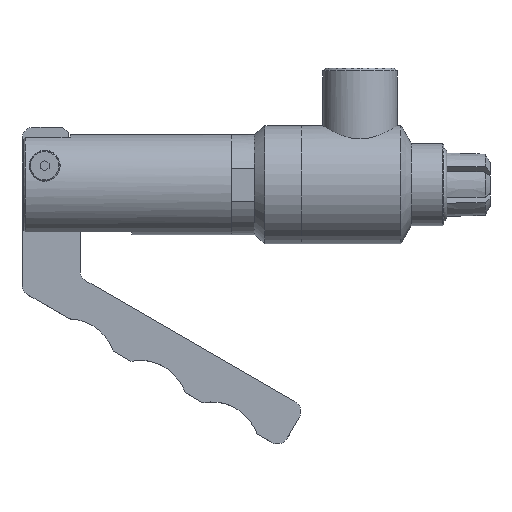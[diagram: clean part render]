
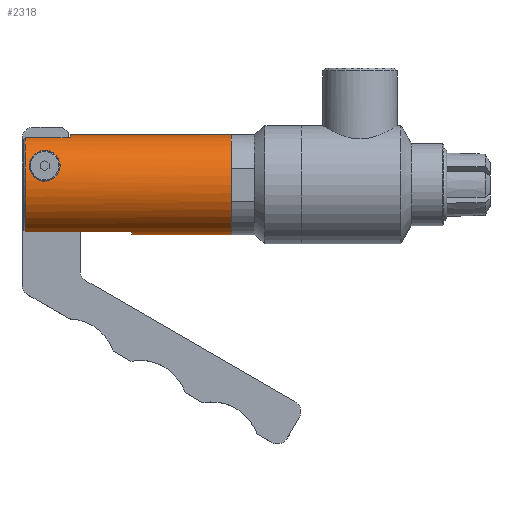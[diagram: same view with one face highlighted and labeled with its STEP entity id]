
A CAD part, top view. The second image highlights one B-rep face of the part: STEP entity #2318.
In plain terms, the highlighted cylindrical face has radius 13.462 mm (diameter 26.924 mm), a full revolution.
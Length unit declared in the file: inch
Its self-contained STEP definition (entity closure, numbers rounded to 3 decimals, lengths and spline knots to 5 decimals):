
#61=B_SPLINE_CURVE_WITH_KNOTS($,3,(#3530,#3531,#3532,#3533,#3534,#3535,
#3536,#3537,#3538,#3539,#3540,#3541,#3542,#3543,#3544,#3545,#3546,#3547,
#3548,#3549,#3550,#3551,#3552,#3553,#3554,#3555,#3556,#3557,#3558,#3559,
#3560,#3561,#3562,#3563),.UNSPECIFIED.,.T.,.F.,(4,2,2,2,2,2,2,2,2,2,2,2,
2,2,2,2,4),(0.,0.15668,0.31335,0.47644,0.63953,
0.82205,1.00457,1.16495,1.32534,1.48572,
1.64611,1.82862,2.01114,2.17423,2.33732,
2.494,2.65068),.UNSPECIFIED.);
#62=B_SPLINE_CURVE_WITH_KNOTS($,3,(#3566,#3567,#3568,#3569,#3570,#3571,
#3572,#3573,#3574,#3575,#3576,#3577,#3578,#3579,#3580,#3581,#3582,#3583,
#3584,#3585,#3586,#3587,#3588,#3589,#3590,#3591,#3592,#3593,#3594,#3595,
#3596,#3597,#3598,#3599),.UNSPECIFIED.,.T.,.F.,(4,2,2,2,2,2,2,2,2,2,2,2,
2,2,2,2,4),(0.,0.0905,0.18099,0.27693,0.37288,
0.47505,0.57722,0.66858,0.75994,
0.8513,0.94266,1.04483,1.147,1.24294,
1.33888,1.42938,1.51987),.UNSPECIFIED.);
#242=LINE($,#4081,#400);
#243=LINE($,#4083,#401);
#244=LINE($,#4087,#402);
#245=LINE($,#4091,#403);
#400=VECTOR($,#3177,0.475);
#401=VECTOR($,#3178,0.475);
#402=VECTOR($,#3181,1.125);
#403=VECTOR($,#3184,1.125);
#526=FACE_BOUND($,#820,.T.);
#527=FACE_BOUND($,#821,.T.);
#528=FACE_BOUND($,#822,.T.);
#529=FACE_BOUND($,#823,.T.);
#820=EDGE_LOOP($,(#2059));
#821=EDGE_LOOP($,(#2060));
#822=EDGE_LOOP($,(#2061));
#823=EDGE_LOOP($,(#2062,#2063,#2064,#2065,#2066,#2067,#2068,#2069));
#963=CIRCLE($,#2559,0.53);
#964=CIRCLE($,#2561,0.53);
#965=CIRCLE($,#2562,0.53);
#966=CIRCLE($,#2563,0.53);
#967=CIRCLE($,#2564,0.53);
#1065=VERTEX_POINT($,#3529);
#1066=VERTEX_POINT($,#3565);
#1182=VERTEX_POINT($,#4069);
#1183=VERTEX_POINT($,#4070);
#1186=VERTEX_POINT($,#4078);
#1187=VERTEX_POINT($,#4080);
#1188=VERTEX_POINT($,#4082);
#1189=VERTEX_POINT($,#4084);
#1190=VERTEX_POINT($,#4086);
#1191=VERTEX_POINT($,#4088);
#1192=VERTEX_POINT($,#4090);
#1321=EDGE_CURVE($,#1065,#1065,#61,.T.);
#1322=EDGE_CURVE($,#1066,#1066,#62,.T.);
#1491=EDGE_CURVE($,#1182,#1183,#963,.T.);
#1495=EDGE_CURVE($,#1186,#1186,#964,.T.);
#1496=EDGE_CURVE($,#1187,#1182,#242,.T.);
#1497=EDGE_CURVE($,#1183,#1188,#243,.T.);
#1498=EDGE_CURVE($,#1188,#1189,#965,.T.);
#1499=EDGE_CURVE($,#1189,#1190,#244,.T.);
#1500=EDGE_CURVE($,#1190,#1191,#966,.T.);
#1501=EDGE_CURVE($,#1191,#1192,#245,.T.);
#1502=EDGE_CURVE($,#1192,#1187,#967,.T.);
#2059=ORIENTED_EDGE($,*,*,#1321,.T.);
#2060=ORIENTED_EDGE($,*,*,#1322,.T.);
#2061=ORIENTED_EDGE($,*,*,#1495,.F.);
#2062=ORIENTED_EDGE($,*,*,#1496,.T.);
#2063=ORIENTED_EDGE($,*,*,#1491,.T.);
#2064=ORIENTED_EDGE($,*,*,#1497,.T.);
#2065=ORIENTED_EDGE($,*,*,#1498,.T.);
#2066=ORIENTED_EDGE($,*,*,#1499,.T.);
#2067=ORIENTED_EDGE($,*,*,#1500,.T.);
#2068=ORIENTED_EDGE($,*,*,#1501,.T.);
#2069=ORIENTED_EDGE($,*,*,#1502,.T.);
#2198=CYLINDRICAL_SURFACE($,#2560,0.53);
#2318=ADVANCED_FACE($,(#526,#527,#528,#529),#2198,.T.);
#2559=AXIS2_PLACEMENT_3D($,#4071,#3168,#3169);
#2560=AXIS2_PLACEMENT_3D($,#4077,#3173,#3174);
#2561=AXIS2_PLACEMENT_3D($,#4079,#3175,#3176);
#2562=AXIS2_PLACEMENT_3D($,#4085,#3179,#3180);
#2563=AXIS2_PLACEMENT_3D($,#4089,#3182,#3183);
#2564=AXIS2_PLACEMENT_3D($,#4092,#3185,#3186);
#3168=DIRECTION('center_axis',(1.,0.,0.));
#3169=DIRECTION('ref_axis',(0.,1.,0.));
#3173=DIRECTION('center_axis',(1.,0.,0.));
#3174=DIRECTION('ref_axis',(0.,1.,0.));
#3175=DIRECTION('center_axis',(1.,0.,0.));
#3176=DIRECTION('ref_axis',(0.,1.,0.));
#3177=DIRECTION($,(1.,0.,0.));
#3178=DIRECTION($,(-1.,0.,0.));
#3179=DIRECTION('center_axis',(1.,0.,0.));
#3180=DIRECTION('ref_axis',(0.,1.,0.));
#3181=DIRECTION($,(1.,0.,0.));
#3182=DIRECTION('center_axis',(1.,0.,0.));
#3183=DIRECTION('ref_axis',(0.,1.,0.));
#3184=DIRECTION($,(-1.,0.,0.));
#3185=DIRECTION('center_axis',(1.,0.,0.));
#3186=DIRECTION('ref_axis',(0.,1.,0.));
#3529=CARTESIAN_POINT('',(0.22,0.036,0.52878));
#3530=CARTESIAN_POINT('Ctrl Pts',(0.22,0.036,0.52878));
#3531=CARTESIAN_POINT('Ctrl Pts',(0.19944,0.036,0.52878));
#3532=CARTESIAN_POINT('Ctrl Pts',(0.17751,0.04011,
0.52855));
#3533=CARTESIAN_POINT('Ctrl Pts',(0.1372,0.05677,
0.52702));
#3534=CARTESIAN_POINT('Ctrl Pts',(0.11882,0.06932,
0.52565));
#3535=CARTESIAN_POINT('Ctrl Pts',(0.08926,0.09873,
0.52094));
#3536=CARTESIAN_POINT('Ctrl Pts',(0.07646,0.11769,
0.5172));
#3537=CARTESIAN_POINT('Ctrl Pts',(0.05984,0.15843,
0.50621));
#3538=CARTESIAN_POINT('Ctrl Pts',(0.056,0.18018,
0.49889));
#3539=CARTESIAN_POINT('Ctrl Pts',(0.056,0.22218,
0.48178));
#3540=CARTESIAN_POINT('Ctrl Pts',(0.06071,0.24507,
0.47054));
#3541=CARTESIAN_POINT('Ctrl Pts',(0.07879,0.28639,
0.4466));
#3542=CARTESIAN_POINT('Ctrl Pts',(0.09211,0.30485,0.43394));
#3543=CARTESIAN_POINT('Ctrl Pts',(0.12121,0.33224,0.41325));
#3544=CARTESIAN_POINT('Ctrl Pts',(0.13847,0.34384,0.40347));
#3545=CARTESIAN_POINT('Ctrl Pts',(0.1773,0.35973,0.38937));
#3546=CARTESIAN_POINT('Ctrl Pts',(0.19895,0.364,0.38523));
#3547=CARTESIAN_POINT('Ctrl Pts',(0.24105,0.364,0.38523));
#3548=CARTESIAN_POINT('Ctrl Pts',(0.2627,0.35973,0.38937));
#3549=CARTESIAN_POINT('Ctrl Pts',(0.30153,0.34384,0.40347));
#3550=CARTESIAN_POINT('Ctrl Pts',(0.31879,0.33224,0.41325));
#3551=CARTESIAN_POINT('Ctrl Pts',(0.34789,0.30485,0.43394));
#3552=CARTESIAN_POINT('Ctrl Pts',(0.36121,0.28639,0.4466));
#3553=CARTESIAN_POINT('Ctrl Pts',(0.37929,0.24507,0.47054));
#3554=CARTESIAN_POINT('Ctrl Pts',(0.384,0.22218,0.48178));
#3555=CARTESIAN_POINT('Ctrl Pts',(0.384,0.18018,0.49889));
#3556=CARTESIAN_POINT('Ctrl Pts',(0.38016,0.15843,0.50621));
#3557=CARTESIAN_POINT('Ctrl Pts',(0.36354,0.11769,0.5172));
#3558=CARTESIAN_POINT('Ctrl Pts',(0.35074,0.09873,0.52094));
#3559=CARTESIAN_POINT('Ctrl Pts',(0.32118,0.06932,
0.52565));
#3560=CARTESIAN_POINT('Ctrl Pts',(0.3028,0.05677,
0.52702));
#3561=CARTESIAN_POINT('Ctrl Pts',(0.26249,0.04011,
0.52855));
#3562=CARTESIAN_POINT('Ctrl Pts',(0.24056,0.036,0.52878));
#3563=CARTESIAN_POINT('Ctrl Pts',(0.22,0.036,0.52878));
#3565=CARTESIAN_POINT('',(0.22,0.105,-0.51949));
#3566=CARTESIAN_POINT('Ctrl Pts',(0.22,0.105,-0.51949));
#3567=CARTESIAN_POINT('Ctrl Pts',(0.23188,0.105,-0.51949));
#3568=CARTESIAN_POINT('Ctrl Pts',(0.24453,0.10737,-0.51903));
#3569=CARTESIAN_POINT('Ctrl Pts',(0.26776,0.11692,-0.51697));
#3570=CARTESIAN_POINT('Ctrl Pts',(0.27833,0.12411,-0.51533));
#3571=CARTESIAN_POINT('Ctrl Pts',(0.29549,0.141,-0.51098));
#3572=CARTESIAN_POINT('Ctrl Pts',(0.30296,0.15198,-0.50789));
#3573=CARTESIAN_POINT('Ctrl Pts',(0.31272,0.17565,-0.5002));
#3574=CARTESIAN_POINT('Ctrl Pts',(0.315,0.18834,-0.49557));
#3575=CARTESIAN_POINT('Ctrl Pts',(0.315,0.21242,-0.48576));
#3576=CARTESIAN_POINT('Ctrl Pts',(0.31244,0.22547,-0.47984));
#3577=CARTESIAN_POINT('Ctrl Pts',(0.30222,0.24932,-0.46788));
#3578=CARTESIAN_POINT('Ctrl Pts',(0.29458,0.26015,-0.46187));
#3579=CARTESIAN_POINT('Ctrl Pts',(0.27755,0.27639,-0.45231));
#3580=CARTESIAN_POINT('Ctrl Pts',(0.26734,0.28328,-0.44798));
#3581=CARTESIAN_POINT('Ctrl Pts',(0.24456,0.29259,-0.44195));
#3582=CARTESIAN_POINT('Ctrl Pts',(0.23199,0.295,-0.44031));
#3583=CARTESIAN_POINT('Ctrl Pts',(0.20801,0.295,-0.44031));
#3584=CARTESIAN_POINT('Ctrl Pts',(0.19544,0.29259,-0.44195));
#3585=CARTESIAN_POINT('Ctrl Pts',(0.17266,0.28328,-0.44798));
#3586=CARTESIAN_POINT('Ctrl Pts',(0.16245,0.27639,-0.45231));
#3587=CARTESIAN_POINT('Ctrl Pts',(0.14542,0.26015,-0.46187));
#3588=CARTESIAN_POINT('Ctrl Pts',(0.13778,0.24932,-0.46788));
#3589=CARTESIAN_POINT('Ctrl Pts',(0.12756,0.22547,-0.47984));
#3590=CARTESIAN_POINT('Ctrl Pts',(0.125,0.21242,-0.48576));
#3591=CARTESIAN_POINT('Ctrl Pts',(0.125,0.18834,-0.49557));
#3592=CARTESIAN_POINT('Ctrl Pts',(0.12728,0.17565,-0.5002));
#3593=CARTESIAN_POINT('Ctrl Pts',(0.13704,0.15198,-0.50789));
#3594=CARTESIAN_POINT('Ctrl Pts',(0.14451,0.141,-0.51098));
#3595=CARTESIAN_POINT('Ctrl Pts',(0.16167,0.12411,-0.51533));
#3596=CARTESIAN_POINT('Ctrl Pts',(0.17224,0.11692,-0.51697));
#3597=CARTESIAN_POINT('Ctrl Pts',(0.19547,0.10737,-0.51903));
#3598=CARTESIAN_POINT('Ctrl Pts',(0.20812,0.105,-0.51949));
#3599=CARTESIAN_POINT('Ctrl Pts',(0.22,0.105,-0.51949));
#4069=CARTESIAN_POINT('',(0.49,0.49939,-0.1775));
#4070=CARTESIAN_POINT('',(0.49,0.49939,0.1775));
#4071=CARTESIAN_POINT('Origin',(0.49,0.,0.));
#4077=CARTESIAN_POINT('Origin',(1.105,0.,0.));
#4078=CARTESIAN_POINT('',(2.195,0.53,0.));
#4079=CARTESIAN_POINT('Origin',(2.195,0.,0.));
#4080=CARTESIAN_POINT('',(0.015,0.49939,-0.1775));
#4081=CARTESIAN_POINT($,(1.105,0.49939,-0.1775));
#4082=CARTESIAN_POINT('',(0.015,0.49939,0.1775));
#4083=CARTESIAN_POINT($,(1.105,0.49939,0.1775));
#4084=CARTESIAN_POINT('',(0.015,-0.49939,0.1775));
#4085=CARTESIAN_POINT('Origin',(0.015,0.,0.));
#4086=CARTESIAN_POINT('',(1.14,-0.49939,0.1775));
#4087=CARTESIAN_POINT($,(1.105,-0.49939,0.1775));
#4088=CARTESIAN_POINT('',(1.14,-0.49939,-0.1775));
#4089=CARTESIAN_POINT('Origin',(1.14,0.,0.));
#4090=CARTESIAN_POINT('',(0.015,-0.49939,-0.1775));
#4091=CARTESIAN_POINT($,(1.105,-0.49939,-0.1775));
#4092=CARTESIAN_POINT('Origin',(0.015,0.,0.));
